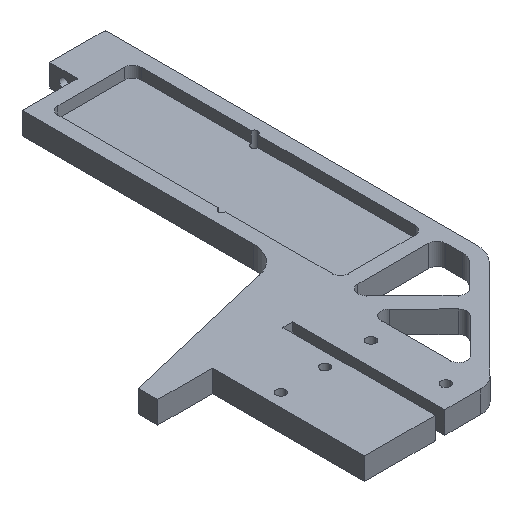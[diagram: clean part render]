
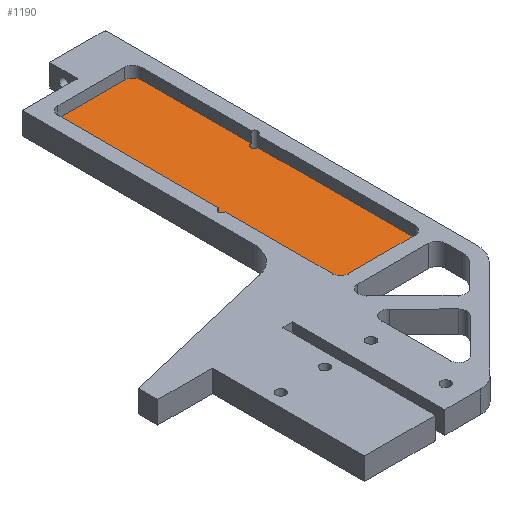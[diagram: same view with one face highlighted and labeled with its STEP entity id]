
A CAD part, isometric view. The second image highlights one B-rep face of the part: STEP entity #1190.
In plain terms, the highlighted planar face has unit normal (0, 0, 1).
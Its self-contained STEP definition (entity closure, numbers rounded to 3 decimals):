
#2 = VECTOR ( 'NONE', #2551, 1000. ) ;
#5 = CARTESIAN_POINT ( 'NONE',  ( 33.508, 142.5, 12. ) ) ;
#25 = DIRECTION ( 'NONE',  ( -1., 0., 0. ) ) ;
#30 = CARTESIAN_POINT ( 'NONE',  ( 30.508, 80.19, 12. ) ) ;
#47 = DIRECTION ( 'NONE',  ( 0., 0., -1. ) ) ;
#85 = CARTESIAN_POINT ( 'NONE',  ( 30.508, 81.44, 12. ) ) ;
#87 = EDGE_CURVE ( 'NONE', #1773, #840, #405, .T. ) ;
#157 = AXIS2_PLACEMENT_3D ( 'NONE', #2177, #1802, #1993 ) ;
#165 = VERTEX_POINT ( 'NONE', #314 ) ;
#166 = CARTESIAN_POINT ( 'NONE',  ( 30.508, 40.5, 12. ) ) ;
#179 = VECTOR ( 'NONE', #1473, 1000. ) ;
#191 = VERTEX_POINT ( 'NONE', #1069 ) ;
#271 = CIRCLE ( 'NONE', #488, 3. ) ;
#314 = CARTESIAN_POINT ( 'NONE',  ( 57.508, 142.5, 12. ) ) ;
#318 = ORIENTED_EDGE ( 'NONE', *, *, #533, .T. ) ;
#350 = VERTEX_POINT ( 'NONE', #1757 ) ;
#381 = ORIENTED_EDGE ( 'NONE', *, *, #2457, .T. ) ;
#405 = LINE ( 'NONE', #887, #854 ) ;
#407 = EDGE_CURVE ( 'NONE', #508, #572, #586, .T. ) ;
#448 = CARTESIAN_POINT ( 'NONE',  ( 60.508, 139.5, 12. ) ) ;
#455 = VECTOR ( 'NONE', #1397, 1000. ) ;
#483 = PLANE ( 'NONE',  #926 ) ;
#485 = EDGE_CURVE ( 'NONE', #350, #2205, #2095, .T. ) ;
#488 = AXIS2_PLACEMENT_3D ( 'NONE', #1422, #864, #1237 ) ;
#496 = ORIENTED_EDGE ( 'NONE', *, *, #1849, .T. ) ;
#508 = VERTEX_POINT ( 'NONE', #1608 ) ;
#515 = DIRECTION ( 'NONE',  ( 0., 0., 1. ) ) ;
#533 = EDGE_CURVE ( 'NONE', #1485, #508, #763, .T. ) ;
#545 = ORIENTED_EDGE ( 'NONE', *, *, #1111, .T. ) ;
#561 = ORIENTED_EDGE ( 'NONE', *, *, #904, .T. ) ;
#572 = VERTEX_POINT ( 'NONE', #85 ) ;
#586 = LINE ( 'NONE', #1739, #1075 ) ;
#603 = ORIENTED_EDGE ( 'NONE', *, *, #1267, .T. ) ;
#617 = DIRECTION ( 'NONE',  ( 0., 0., -1. ) ) ;
#665 = FACE_OUTER_BOUND ( 'NONE', #2270, .T. ) ;
#676 = DIRECTION ( 'NONE',  ( 0., 0., 1. ) ) ;
#763 = CIRCLE ( 'NONE', #982, 3. ) ;
#804 = ORIENTED_EDGE ( 'NONE', *, *, #87, .T. ) ;
#831 = ORIENTED_EDGE ( 'NONE', *, *, #1009, .T. ) ;
#840 = VERTEX_POINT ( 'NONE', #166 ) ;
#847 = LINE ( 'NONE', #2388, #1011 ) ;
#850 = CARTESIAN_POINT ( 'NONE',  ( 57.508, 139.5, 12. ) ) ;
#854 = VECTOR ( 'NONE', #2463, 1000. ) ;
#864 = DIRECTION ( 'NONE',  ( 0., 0., 1. ) ) ;
#887 = CARTESIAN_POINT ( 'NONE',  ( 30.508, 142.5, 12. ) ) ;
#904 = EDGE_CURVE ( 'NONE', #1999, #350, #1878, .T. ) ;
#926 = AXIS2_PLACEMENT_3D ( 'NONE', #1077, #676, #2056 ) ;
#927 = ORIENTED_EDGE ( 'NONE', *, *, #1634, .T. ) ;
#929 = CARTESIAN_POINT ( 'NONE',  ( 57.508, 40.5, 12. ) ) ;
#982 = AXIS2_PLACEMENT_3D ( 'NONE', #2188, #515, #1663 ) ;
#1009 = EDGE_CURVE ( 'NONE', #2205, #191, #2189, .T. ) ;
#1011 = VECTOR ( 'NONE', #2226, 1000. ) ;
#1045 = CIRCLE ( 'NONE', #2526, 3. ) ;
#1049 = DIRECTION ( 'NONE',  ( 1., 0., 0. ) ) ;
#1069 = CARTESIAN_POINT ( 'NONE',  ( 60.508, 99.756, 12. ) ) ;
#1075 = VECTOR ( 'NONE', #1954, 1000. ) ;
#1077 = CARTESIAN_POINT ( 'NONE',  ( 0., 0., 12. ) ) ;
#1082 = AXIS2_PLACEMENT_3D ( 'NONE', #30, #47, #1235 ) ;
#1084 = CARTESIAN_POINT ( 'NONE',  ( 60.508, 142.5, 12. ) ) ;
#1111 = EDGE_CURVE ( 'NONE', #840, #1299, #271, .T. ) ;
#1122 = ORIENTED_EDGE ( 'NONE', *, *, #1585, .T. ) ;
#1133 = DIRECTION ( 'NONE',  ( 0., 0., 1. ) ) ;
#1190 = ADVANCED_FACE ( 'NONE', ( #665 ), #483, .T. ) ;
#1235 = DIRECTION ( 'NONE',  ( -1., 0., 0. ) ) ;
#1237 = DIRECTION ( 'NONE',  ( 1., 0., 0. ) ) ;
#1239 = VERTEX_POINT ( 'NONE', #1304 ) ;
#1261 = AXIS2_PLACEMENT_3D ( 'NONE', #2489, #2100, #2545 ) ;
#1267 = EDGE_CURVE ( 'NONE', #165, #1485, #2124, .T. ) ;
#1299 = VERTEX_POINT ( 'NONE', #2086 ) ;
#1304 = CARTESIAN_POINT ( 'NONE',  ( 57.508, 37.5, 12. ) ) ;
#1322 = DIRECTION ( 'NONE',  ( 1., 0., 0. ) ) ;
#1329 = VERTEX_POINT ( 'NONE', #2143 ) ;
#1336 = ORIENTED_EDGE ( 'NONE', *, *, #1590, .T. ) ;
#1342 = CARTESIAN_POINT ( 'NONE',  ( 60.508, 37.5, 12. ) ) ;
#1358 = AXIS2_PLACEMENT_3D ( 'NONE', #2399, #617, #25 ) ;
#1397 = DIRECTION ( 'NONE',  ( 0., 1., 0. ) ) ;
#1422 = CARTESIAN_POINT ( 'NONE',  ( 33.508, 40.5, 12. ) ) ;
#1425 = CIRCLE ( 'NONE', #1261, 1.25 ) ;
#1473 = DIRECTION ( 'NONE',  ( -1., 0., 0. ) ) ;
#1485 = VERTEX_POINT ( 'NONE', #5 ) ;
#1549 = EDGE_CURVE ( 'NONE', #191, #2230, #2089, .T. ) ;
#1585 = EDGE_CURVE ( 'NONE', #1299, #1239, #847, .T. ) ;
#1590 = EDGE_CURVE ( 'NONE', #1329, #1773, #1814, .T. ) ;
#1608 = CARTESIAN_POINT ( 'NONE',  ( 30.508, 139.5, 12. ) ) ;
#1616 = ORIENTED_EDGE ( 'NONE', *, *, #1549, .T. ) ;
#1634 = EDGE_CURVE ( 'NONE', #2230, #165, #1649, .T. ) ;
#1649 = CIRCLE ( 'NONE', #1795, 3. ) ;
#1663 = DIRECTION ( 'NONE',  ( 1., 0., 0. ) ) ;
#1667 = DIRECTION ( 'NONE',  ( 0., 0., 1. ) ) ;
#1739 = CARTESIAN_POINT ( 'NONE',  ( 30.508, 142.5, 12. ) ) ;
#1757 = CARTESIAN_POINT ( 'NONE',  ( 60.508, 97.256, 12. ) ) ;
#1773 = VERTEX_POINT ( 'NONE', #2149 ) ;
#1795 = AXIS2_PLACEMENT_3D ( 'NONE', #850, #1667, #1049 ) ;
#1802 = DIRECTION ( 'NONE',  ( 0., 0., -1. ) ) ;
#1814 = CIRCLE ( 'NONE', #1082, 1.25 ) ;
#1849 = EDGE_CURVE ( 'NONE', #572, #1329, #1425, .T. ) ;
#1878 = LINE ( 'NONE', #1342, #2 ) ;
#1952 = ORIENTED_EDGE ( 'NONE', *, *, #407, .T. ) ;
#1954 = DIRECTION ( 'NONE',  ( 0., -1., 0. ) ) ;
#1993 = DIRECTION ( 'NONE',  ( -1., 0., 0. ) ) ;
#1999 = VERTEX_POINT ( 'NONE', #2396 ) ;
#2003 = CARTESIAN_POINT ( 'NONE',  ( 59.258, 98.506, 12. ) ) ;
#2056 = DIRECTION ( 'NONE',  ( 1., 0., 0. ) ) ;
#2086 = CARTESIAN_POINT ( 'NONE',  ( 33.508, 37.5, 12. ) ) ;
#2089 = LINE ( 'NONE', #2210, #455 ) ;
#2095 = CIRCLE ( 'NONE', #157, 1.25 ) ;
#2100 = DIRECTION ( 'NONE',  ( 0., 0., -1. ) ) ;
#2124 = LINE ( 'NONE', #1084, #179 ) ;
#2143 = CARTESIAN_POINT ( 'NONE',  ( 31.758, 80.19, 12. ) ) ;
#2149 = CARTESIAN_POINT ( 'NONE',  ( 30.508, 78.94, 12. ) ) ;
#2177 = CARTESIAN_POINT ( 'NONE',  ( 60.508, 98.506, 12. ) ) ;
#2188 = CARTESIAN_POINT ( 'NONE',  ( 33.508, 139.5, 12. ) ) ;
#2189 = CIRCLE ( 'NONE', #1358, 1.25 ) ;
#2205 = VERTEX_POINT ( 'NONE', #2003 ) ;
#2210 = CARTESIAN_POINT ( 'NONE',  ( 60.508, 37.5, 12. ) ) ;
#2226 = DIRECTION ( 'NONE',  ( 1., 0., 0. ) ) ;
#2230 = VERTEX_POINT ( 'NONE', #448 ) ;
#2232 = ORIENTED_EDGE ( 'NONE', *, *, #485, .T. ) ;
#2270 = EDGE_LOOP ( 'NONE', ( #496, #1336, #804, #545, #1122, #381, #561, #2232, #831, #1616, #927, #603, #318, #1952 ) ) ;
#2388 = CARTESIAN_POINT ( 'NONE',  ( 30.508, 37.5, 12. ) ) ;
#2396 = CARTESIAN_POINT ( 'NONE',  ( 60.508, 40.5, 12. ) ) ;
#2399 = CARTESIAN_POINT ( 'NONE',  ( 60.508, 98.506, 12. ) ) ;
#2457 = EDGE_CURVE ( 'NONE', #1239, #1999, #1045, .T. ) ;
#2463 = DIRECTION ( 'NONE',  ( 0., -1., 0. ) ) ;
#2489 = CARTESIAN_POINT ( 'NONE',  ( 30.508, 80.19, 12. ) ) ;
#2526 = AXIS2_PLACEMENT_3D ( 'NONE', #929, #1133, #1322 ) ;
#2545 = DIRECTION ( 'NONE',  ( -1., 0., 0. ) ) ;
#2551 = DIRECTION ( 'NONE',  ( 0., 1., 0. ) ) ;
